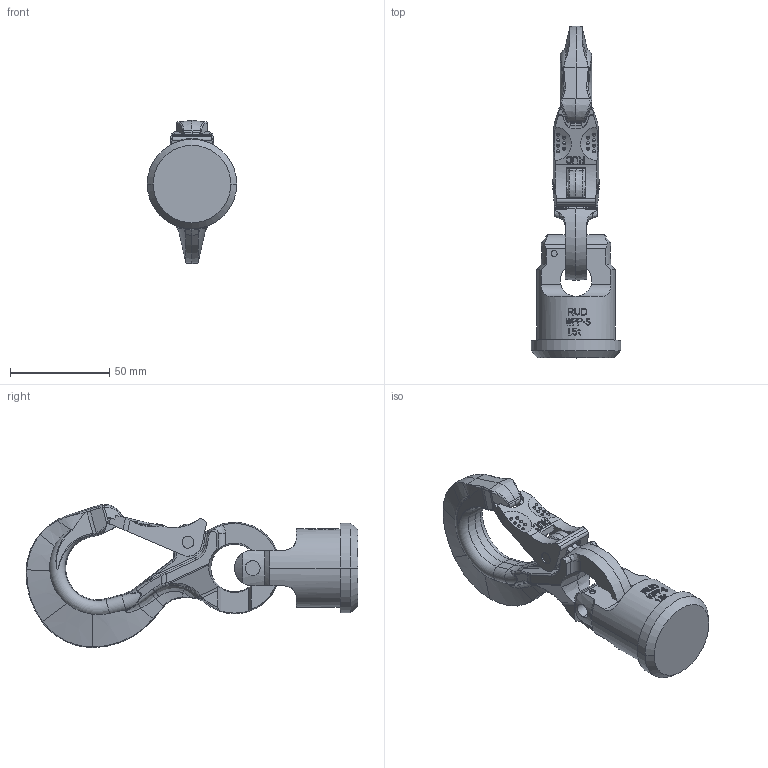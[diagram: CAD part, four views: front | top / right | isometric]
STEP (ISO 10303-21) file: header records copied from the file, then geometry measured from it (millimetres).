
FILE_DESCRIPTION((''),'2;1');
FILE_NAME('001-M31441-P22_ASM','2004-10-11T',('Haas'),(''),'PRO/ENGINEER BY PARAMETRIC TECHNOLOGY CORPORATION, 2003450','PRO/ENGINEER BY PARAMETRIC TECHNOLOGY CORPORATION, 2003450','');
FILE_SCHEMA(('CONFIG_CONTROL_DESIGN'));
Length unit declared in the file: millimetre
Products named in the file (6): 001-M31441-006; 001-M31441-013; 001-M31538-001; 001-M31245-001; 001-M31538-002_ASM; 001-M31441-P22_ASM
Assembly tree (5 placements, depth 3):
  001-M31441-P22_ASM
    001-M31441-006
    001-M31441-013
    001-M31538-002_ASM
      001-M31538-001
      001-M31245-001
Bounding box: 45 x 166.97 x 72 mm (x, y, z)
Volume: 106850.7 mm3; surface area: 31278.8 mm2
Topology: 4 solids, 4 shells, 749 faces, 2024 edges, 1293 vertices
Faces by surface type: plane 456, cylinder 115, bspline 78, cone 50, sphere 32, torus 18
Entity records: 28693 total; most frequent: CARTESIAN_POINT 11125, ORIENTED_EDGE 3992, DIRECTION 3117, EDGE_CURVE 1996, VERTEX_POINT 1293, AXIS2_PLACEMENT_3D 1097, VECTOR 923, LINE 923
